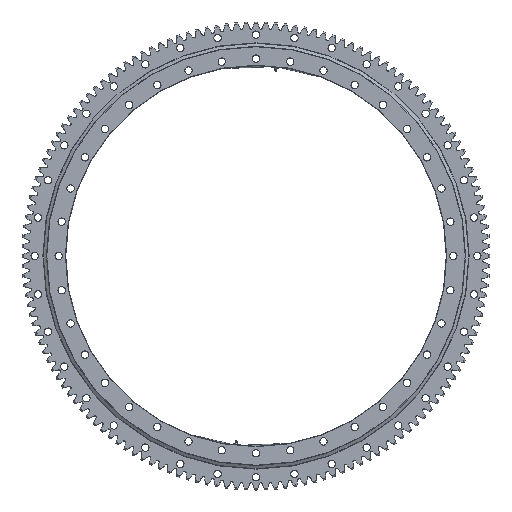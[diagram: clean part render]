
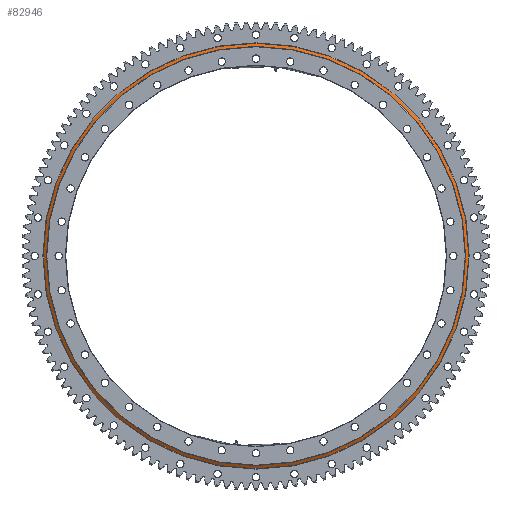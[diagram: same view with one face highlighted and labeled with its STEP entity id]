
A CAD part, top view. The second image highlights one B-rep face of the part: STEP entity #82946.
In plain terms, the highlighted conical face has half-angle 58.57 degrees and reference radius 537.5 mm.
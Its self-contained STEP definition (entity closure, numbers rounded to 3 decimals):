
#772 = CONICAL_SURFACE ( 'NONE', #55127, 537.5, 1.022 ) ;
#2780 = VERTEX_POINT ( 'NONE', #62138 ) ;
#3659 = CIRCLE ( 'NONE', #50790, 545.044 ) ;
#5601 = DIRECTION ( 'NONE',  ( 0., 0., -1. ) ) ;
#12644 = CARTESIAN_POINT ( 'NONE',  ( 530.5, -2.61, 0. ) ) ;
#15171 = FACE_BOUND ( 'NONE', #72948, .T. ) ;
#22274 = EDGE_LOOP ( 'NONE', ( #50962 ) ) ;
#25273 = DIRECTION ( 'NONE',  ( 0., -1., 0. ) ) ;
#29675 = EDGE_CURVE ( 'NONE', #69258, #69258, #3659, .T. ) ;
#31546 = DIRECTION ( 'NONE',  ( 0., 0., -1. ) ) ;
#42808 = CARTESIAN_POINT ( 'NONE',  ( 530.5, -2.61, -545.044 ) ) ;
#42842 = EDGE_CURVE ( 'NONE', #2780, #2780, #57219, .T. ) ;
#47652 = ORIENTED_EDGE ( 'NONE', *, *, #42842, .T. ) ;
#49556 = CARTESIAN_POINT ( 'NONE',  ( 530.5, 2., 0. ) ) ;
#50790 = AXIS2_PLACEMENT_3D ( 'NONE', #12644, #25273, #31546 ) ;
#50962 = ORIENTED_EDGE ( 'NONE', *, *, #29675, .F. ) ;
#55127 = AXIS2_PLACEMENT_3D ( 'NONE', #64135, #57047, #5601 ) ;
#57047 = DIRECTION ( 'NONE',  ( 0., -1., 0. ) ) ;
#57219 = CIRCLE ( 'NONE', #70729, 537.5 ) ;
#62138 = CARTESIAN_POINT ( 'NONE',  ( 530.5, 2., -537.5 ) ) ;
#64135 = CARTESIAN_POINT ( 'NONE',  ( 530.5, 2., 0. ) ) ;
#67261 = FACE_OUTER_BOUND ( 'NONE', #22274, .T. ) ;
#69258 = VERTEX_POINT ( 'NONE', #42808 ) ;
#69765 = DIRECTION ( 'NONE',  ( 0., 0., -1. ) ) ;
#70729 = AXIS2_PLACEMENT_3D ( 'NONE', #49556, #83199, #69765 ) ;
#72948 = EDGE_LOOP ( 'NONE', ( #47652 ) ) ;
#82946 = ADVANCED_FACE ( 'NONE', ( #67261, #15171 ), #772, .T. ) ;
#83199 = DIRECTION ( 'NONE',  ( 0., -1., 0. ) ) ;
